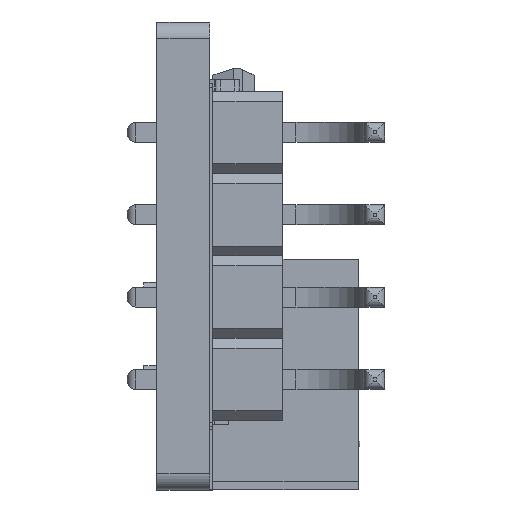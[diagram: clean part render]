
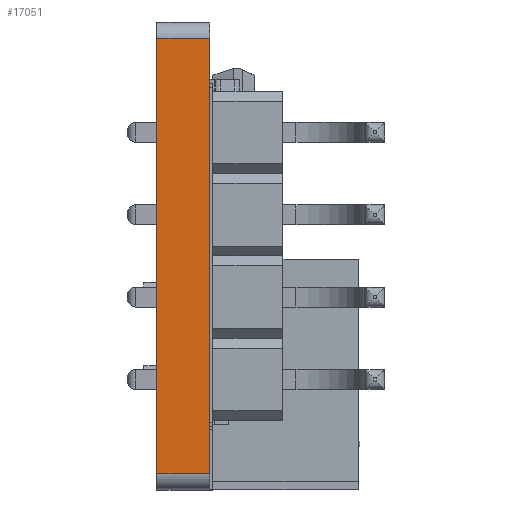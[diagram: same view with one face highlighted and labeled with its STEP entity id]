
A CAD part, left-side view. The second image highlights one B-rep face of the part: STEP entity #17051.
In plain terms, the highlighted planar face has unit normal (-1, 0, 0).
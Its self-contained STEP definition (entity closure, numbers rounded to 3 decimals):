
#1685=PLANE('',#18233);
#2579=FACE_OUTER_BOUND('',#3531,.T.);
#3531=EDGE_LOOP('',(#15939,#15940,#15941,#15942));
#4947=LINE('',#28214,#6751);
#5385=LINE('',#29122,#7189);
#5386=LINE('',#29125,#7190);
#5387=LINE('',#29126,#7191);
#6751=VECTOR('',#21564,10.);
#7189=VECTOR('',#22354,10.);
#7190=VECTOR('',#22357,10.);
#7191=VECTOR('',#22358,10.);
#8494=VERTEX_POINT('',#28211);
#8495=VERTEX_POINT('',#28213);
#8789=VERTEX_POINT('',#29120);
#8790=VERTEX_POINT('',#29124);
#10731=EDGE_CURVE('',#8494,#8495,#4947,.T.);
#11176=EDGE_CURVE('',#8495,#8789,#5385,.T.);
#11177=EDGE_CURVE('',#8790,#8494,#5386,.T.);
#11178=EDGE_CURVE('',#8789,#8790,#5387,.T.);
#15939=ORIENTED_EDGE('',*,*,#11176,.F.);
#15940=ORIENTED_EDGE('',*,*,#10731,.F.);
#15941=ORIENTED_EDGE('',*,*,#11177,.F.);
#15942=ORIENTED_EDGE('',*,*,#11178,.F.);
#17051=ADVANCED_FACE('',(#2579),#1685,.T.);
#18233=AXIS2_PLACEMENT_3D('',#29123,#22355,#22356);
#21564=DIRECTION('',(0.,0.,-1.));
#22354=DIRECTION('',(0.,1.,0.));
#22355=DIRECTION('center_axis',(-1.,0.,0.));
#22356=DIRECTION('ref_axis',(0.,0.,1.));
#22357=DIRECTION('',(0.,-1.,0.));
#22358=DIRECTION('',(0.,0.,1.));
#28211=CARTESIAN_POINT('',(-15.65,0.,6.6));
#28213=CARTESIAN_POINT('',(-15.65,0.,-6.6));
#28214=CARTESIAN_POINT('',(-15.65,0.,7.1));
#29120=CARTESIAN_POINT('',(-15.65,1.6,-6.6));
#29122=CARTESIAN_POINT('',(-15.65,0.,-6.6));
#29123=CARTESIAN_POINT('Origin',(-15.65,0.,-7.1));
#29124=CARTESIAN_POINT('',(-15.65,1.6,6.6));
#29125=CARTESIAN_POINT('',(-15.65,0.,6.6));
#29126=CARTESIAN_POINT('',(-15.65,1.6,7.1));
